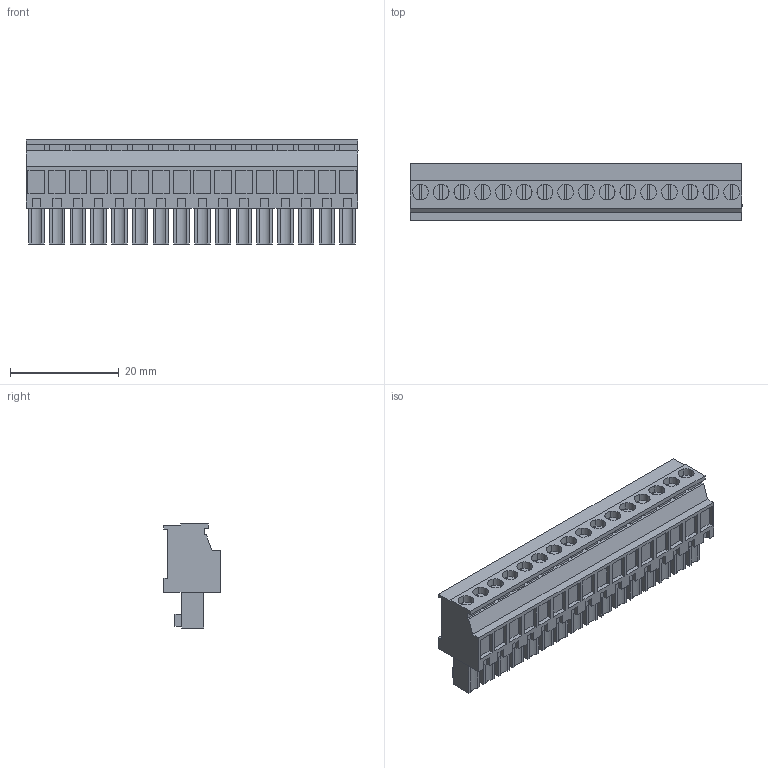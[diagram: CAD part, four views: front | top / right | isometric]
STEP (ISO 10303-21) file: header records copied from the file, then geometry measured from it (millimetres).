
FILE_DESCRIPTION(('CATIA V5 STEP Exchange','CAx-IF Rec.Pracs.--- Model Styling and Organization---1.2---2011-12-15'),'2;1');
FILE_NAME ('D1456464_0_1799000000_1799000000.stp','2017-04-12T10:51:10+00:00',('none'),('Weidmueller'),'CATIA Version 5-6 Release 2014','CATIA V5 STEP AP214','none');
FILE_SCHEMA(('AUTOMOTIVE_DESIGN { 1 0 10303 214 1 1 1 1 }'));
Length unit declared in the file: millimetre
Products named in the file (1): 1799000000
Bounding box: 60.96 x 10.45 x 19.1 mm (x, y, z)
Volume: 7531.6 mm3; surface area: 5928.1 mm2
Topology: 17 solids, 17 shells, 708 faces, 1836 edges, 1244 vertices
Faces by surface type: plane 592, cylinder 116
Entity records: 19916 total; most frequent: CARTESIAN_POINT 3689, ORIENTED_EDGE 3672, DIRECTION 2634, EDGE_CURVE 1836, VECTOR 1540, LINE 1540, VERTEX_POINT 1244, EDGE_LOOP 790
